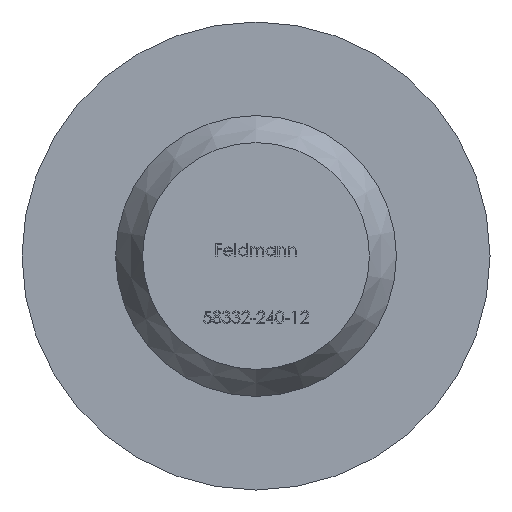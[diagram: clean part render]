
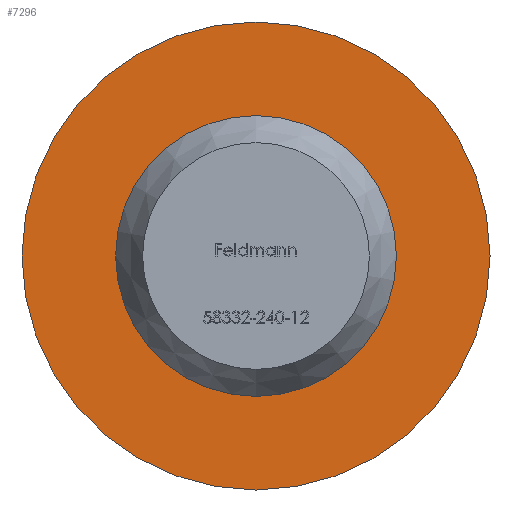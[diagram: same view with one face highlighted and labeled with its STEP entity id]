
A CAD part, front view. The second image highlights one B-rep face of the part: STEP entity #7296.
In plain terms, the highlighted planar face has unit normal (0, -1, 0).
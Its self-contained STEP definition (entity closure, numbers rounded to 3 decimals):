
#473 = CARTESIAN_POINT ( 'NONE',  ( 0., 0., 0. ) ) ;
#836 = AXIS2_PLACEMENT_3D ( 'NONE', #14723, #6574, #13251 ) ;
#2237 = AXIS2_PLACEMENT_3D ( 'NONE', #473, #3236, #8498 ) ;
#2495 = CIRCLE ( 'NONE', #836, 5. ) ;
#3160 = EDGE_LOOP ( 'NONE', ( #11987 ) ) ;
#3236 = DIRECTION ( 'NONE',  ( 0., -1., 0. ) ) ;
#3353 = EDGE_LOOP ( 'NONE', ( #5815 ) ) ;
#5815 = ORIENTED_EDGE ( 'NONE', *, *, #7000, .F. ) ;
#6574 = DIRECTION ( 'NONE',  ( 0., 1., 0. ) ) ;
#6928 = CARTESIAN_POINT ( 'NONE',  ( 0., 0., 3. ) ) ;
#7000 = EDGE_CURVE ( 'NONE', #17604, #17604, #2495, .T. ) ;
#7296 = ADVANCED_FACE ( 'NONE', ( #15331, #11274 ), #8401, .F. ) ;
#8285 = DIRECTION ( 'NONE',  ( 0., 0., 1. ) ) ;
#8401 = PLANE ( 'NONE',  #11259 ) ;
#8498 = DIRECTION ( 'NONE',  ( 0., 0., 1. ) ) ;
#10334 = VERTEX_POINT ( 'NONE', #6928 ) ;
#11259 = AXIS2_PLACEMENT_3D ( 'NONE', #13833, #13774, #8285 ) ;
#11274 = FACE_OUTER_BOUND ( 'NONE', #3353, .T. ) ;
#11987 = ORIENTED_EDGE ( 'NONE', *, *, #14326, .F. ) ;
#13251 = DIRECTION ( 'NONE',  ( 0., 0., 1. ) ) ;
#13774 = DIRECTION ( 'NONE',  ( 0., 1., 0. ) ) ;
#13833 = CARTESIAN_POINT ( 'NONE',  ( 0., 0., 0. ) ) ;
#14326 = EDGE_CURVE ( 'NONE', #10334, #10334, #15233, .T. ) ;
#14723 = CARTESIAN_POINT ( 'NONE',  ( 0., 0., 0. ) ) ;
#14905 = CARTESIAN_POINT ( 'NONE',  ( 0., 0., 5. ) ) ;
#15233 = CIRCLE ( 'NONE', #2237, 3. ) ;
#15331 = FACE_BOUND ( 'NONE', #3160, .T. ) ;
#17604 = VERTEX_POINT ( 'NONE', #14905 ) ;
